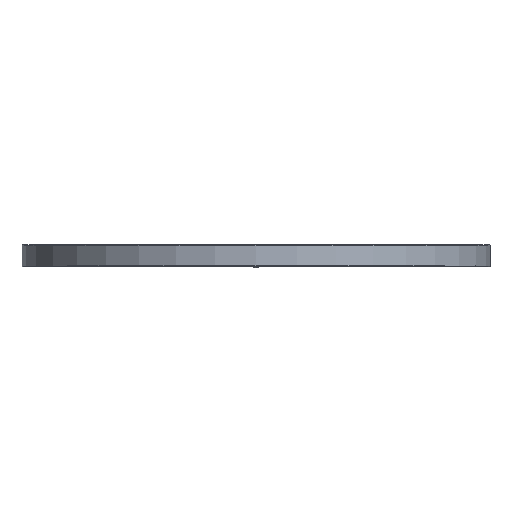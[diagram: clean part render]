
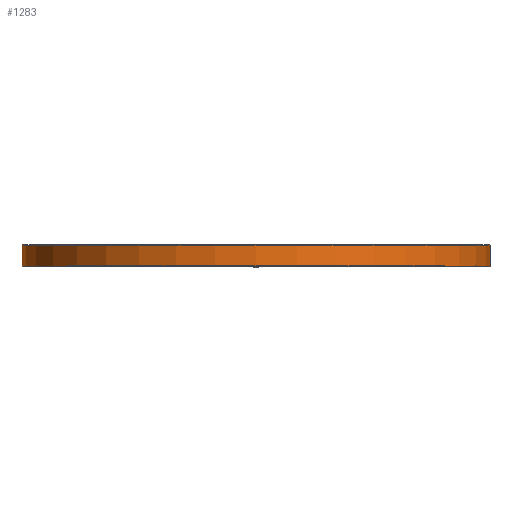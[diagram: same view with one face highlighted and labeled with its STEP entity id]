
A CAD part, front view. The second image highlights one B-rep face of the part: STEP entity #1283.
In plain terms, the highlighted cylindrical face has radius 375 mm (diameter 750 mm), a partial arc.
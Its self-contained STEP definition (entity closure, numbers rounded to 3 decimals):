
#162=FACE_OUTER_BOUND('',#260,.T.);
#260=EDGE_LOOP('',(#1097,#1098,#1099,#1100));
#356=CIRCLE('',#1456,375.);
#360=CIRCLE('',#1461,375.);
#394=LINE('',#1966,#459);
#395=LINE('',#1970,#460);
#459=VECTOR('',#1517,375.);
#460=VECTOR('',#1520,10.);
#524=VERTEX_POINT('',#1964);
#525=VERTEX_POINT('',#1965);
#526=VERTEX_POINT('',#1967);
#527=VERTEX_POINT('',#1969);
#646=EDGE_CURVE('',#524,#525,#394,.T.);
#648=EDGE_CURVE('',#527,#526,#395,.T.);
#789=EDGE_CURVE('',#525,#527,#356,.T.);
#793=EDGE_CURVE('',#524,#526,#360,.T.);
#1097=ORIENTED_EDGE('',*,*,#646,.T.);
#1098=ORIENTED_EDGE('',*,*,#789,.T.);
#1099=ORIENTED_EDGE('',*,*,#648,.T.);
#1100=ORIENTED_EDGE('',*,*,#793,.F.);
#1217=CYLINDRICAL_SURFACE('',#1460,375.);
#1283=ADVANCED_FACE('',(#162),#1217,.T.);
#1456=AXIS2_PLACEMENT_3D('',#2290,#1844,#1845);
#1460=AXIS2_PLACEMENT_3D('',#2296,#1852,#1853);
#1461=AXIS2_PLACEMENT_3D('',#2297,#1854,#1855);
#1517=DIRECTION('',(0.,0.,1.));
#1520=DIRECTION('',(0.,0.,-1.));
#1844=DIRECTION('center_axis',(0.,0.,-1.));
#1845=DIRECTION('ref_axis',(1.,0.,0.));
#1852=DIRECTION('center_axis',(0.,0.,-1.));
#1853=DIRECTION('ref_axis',(-1.,0.,0.));
#1854=DIRECTION('center_axis',(0.,0.,-1.));
#1855=DIRECTION('ref_axis',(1.,0.,0.));
#1964=CARTESIAN_POINT('',(375.,0.,0.5));
#1965=CARTESIAN_POINT('',(375.,0.,34.5));
#1966=CARTESIAN_POINT('',(375.,0.,17.5));
#1967=CARTESIAN_POINT('',(0.,375.,0.5));
#1969=CARTESIAN_POINT('',(0.,375.,34.5));
#1970=CARTESIAN_POINT('',(0.,375.,17.5));
#2290=CARTESIAN_POINT('Origin',(0.,0.,34.5));
#2296=CARTESIAN_POINT('Origin',(0.,0.,17.5));
#2297=CARTESIAN_POINT('Origin',(0.,0.,0.5));
